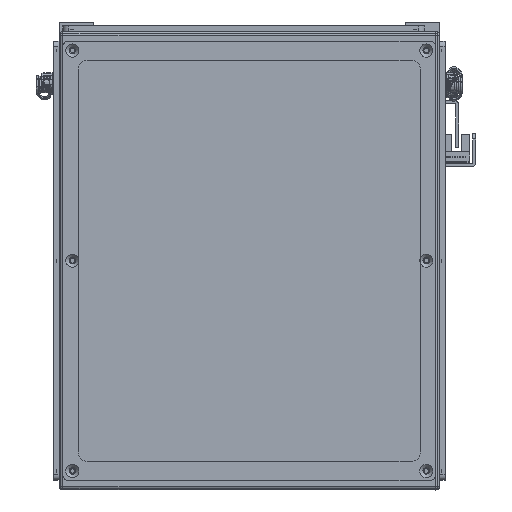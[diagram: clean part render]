
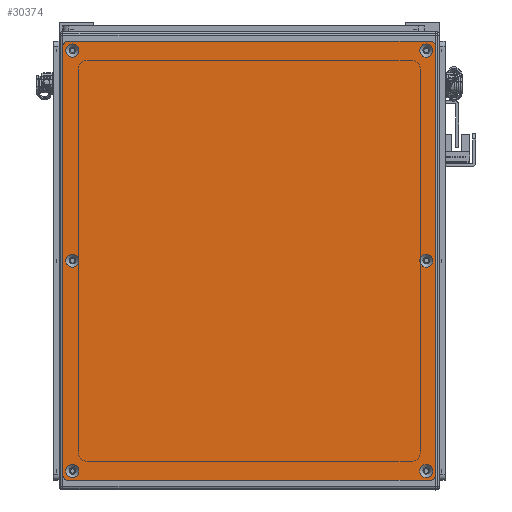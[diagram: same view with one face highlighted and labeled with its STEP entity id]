
A CAD part, front view. The second image highlights one B-rep face of the part: STEP entity #30374.
In plain terms, the highlighted planar face has unit normal (0, -1, 0).
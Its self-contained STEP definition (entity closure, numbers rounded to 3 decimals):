
#987=FACE_BOUND('',#7540,.T.);
#988=FACE_BOUND('',#7541,.T.);
#989=FACE_BOUND('',#7542,.T.);
#990=FACE_BOUND('',#7543,.T.);
#991=FACE_BOUND('',#7544,.T.);
#992=FACE_BOUND('',#7545,.T.);
#3205=CIRCLE('',#33742,3.45);
#3208=CIRCLE('',#33747,3.45);
#3211=CIRCLE('',#33752,3.45);
#3214=CIRCLE('',#33757,3.45);
#3217=CIRCLE('',#33762,3.45);
#3220=CIRCLE('',#33767,3.45);
#3223=CIRCLE('',#33772,3.);
#3225=CIRCLE('',#33775,3.);
#3226=CIRCLE('',#33776,3.);
#3227=CIRCLE('',#33777,3.);
#5573=FACE_OUTER_BOUND('',#7539,.T.);
#7539=EDGE_LOOP('',(#27936,#27937,#27938,#27939,#27940,#27941,#27942,#27943));
#7540=EDGE_LOOP('',(#27944));
#7541=EDGE_LOOP('',(#27945));
#7542=EDGE_LOOP('',(#27946));
#7543=EDGE_LOOP('',(#27947));
#7544=EDGE_LOOP('',(#27948));
#7545=EDGE_LOOP('',(#27949));
#10044=LINE('',#53606,#12534);
#10045=LINE('',#53610,#12535);
#10046=LINE('',#53614,#12536);
#10047=LINE('',#53617,#12537);
#12534=VECTOR('',#42300,10.);
#12535=VECTOR('',#42303,10.);
#12536=VECTOR('',#42306,10.);
#12537=VECTOR('',#42309,10.);
#15342=VERTEX_POINT('',#53536);
#15345=VERTEX_POINT('',#53546);
#15348=VERTEX_POINT('',#53556);
#15351=VERTEX_POINT('',#53566);
#15354=VERTEX_POINT('',#53576);
#15357=VERTEX_POINT('',#53586);
#15360=VERTEX_POINT('',#53596);
#15361=VERTEX_POINT('',#53597);
#15364=VERTEX_POINT('',#53605);
#15365=VERTEX_POINT('',#53607);
#15366=VERTEX_POINT('',#53609);
#15367=VERTEX_POINT('',#53611);
#15368=VERTEX_POINT('',#53613);
#15369=VERTEX_POINT('',#53615);
#19536=EDGE_CURVE('',#15342,#15342,#3205,.T.);
#19541=EDGE_CURVE('',#15345,#15345,#3208,.T.);
#19546=EDGE_CURVE('',#15348,#15348,#3211,.T.);
#19551=EDGE_CURVE('',#15351,#15351,#3214,.T.);
#19556=EDGE_CURVE('',#15354,#15354,#3217,.T.);
#19561=EDGE_CURVE('',#15357,#15357,#3220,.T.);
#19566=EDGE_CURVE('',#15360,#15361,#3223,.T.);
#19570=EDGE_CURVE('',#15360,#15364,#10044,.T.);
#19571=EDGE_CURVE('',#15365,#15364,#3225,.T.);
#19572=EDGE_CURVE('',#15365,#15366,#10045,.T.);
#19573=EDGE_CURVE('',#15367,#15366,#3226,.T.);
#19574=EDGE_CURVE('',#15367,#15368,#10046,.T.);
#19575=EDGE_CURVE('',#15369,#15368,#3227,.T.);
#19576=EDGE_CURVE('',#15369,#15361,#10047,.T.);
#27936=ORIENTED_EDGE('',*,*,#19566,.F.);
#27937=ORIENTED_EDGE('',*,*,#19570,.T.);
#27938=ORIENTED_EDGE('',*,*,#19571,.F.);
#27939=ORIENTED_EDGE('',*,*,#19572,.T.);
#27940=ORIENTED_EDGE('',*,*,#19573,.F.);
#27941=ORIENTED_EDGE('',*,*,#19574,.T.);
#27942=ORIENTED_EDGE('',*,*,#19575,.F.);
#27943=ORIENTED_EDGE('',*,*,#19576,.T.);
#27944=ORIENTED_EDGE('',*,*,#19536,.T.);
#27945=ORIENTED_EDGE('',*,*,#19541,.T.);
#27946=ORIENTED_EDGE('',*,*,#19546,.T.);
#27947=ORIENTED_EDGE('',*,*,#19551,.T.);
#27948=ORIENTED_EDGE('',*,*,#19556,.T.);
#27949=ORIENTED_EDGE('',*,*,#19561,.T.);
#28862=PLANE('',#33774);
#30374=ADVANCED_FACE('',(#5573,#987,#988,#989,#990,#991,#992),#28862,.T.);
#33742=AXIS2_PLACEMENT_3D('',#53537,#42220,#42221);
#33747=AXIS2_PLACEMENT_3D('',#53547,#42232,#42233);
#33752=AXIS2_PLACEMENT_3D('',#53557,#42244,#42245);
#33757=AXIS2_PLACEMENT_3D('',#53567,#42256,#42257);
#33762=AXIS2_PLACEMENT_3D('',#53577,#42268,#42269);
#33767=AXIS2_PLACEMENT_3D('',#53587,#42280,#42281);
#33772=AXIS2_PLACEMENT_3D('',#53598,#42292,#42293);
#33774=AXIS2_PLACEMENT_3D('',#53604,#42298,#42299);
#33775=AXIS2_PLACEMENT_3D('',#53608,#42301,#42302);
#33776=AXIS2_PLACEMENT_3D('',#53612,#42304,#42305);
#33777=AXIS2_PLACEMENT_3D('',#53616,#42307,#42308);
#42220=DIRECTION('center_axis',(0.,1.,0.));
#42221=DIRECTION('ref_axis',(1.,0.,0.));
#42232=DIRECTION('center_axis',(0.,1.,0.));
#42233=DIRECTION('ref_axis',(1.,0.,0.));
#42244=DIRECTION('center_axis',(0.,1.,0.));
#42245=DIRECTION('ref_axis',(1.,0.,0.));
#42256=DIRECTION('center_axis',(0.,1.,0.));
#42257=DIRECTION('ref_axis',(1.,0.,0.));
#42268=DIRECTION('center_axis',(0.,1.,0.));
#42269=DIRECTION('ref_axis',(1.,0.,0.));
#42280=DIRECTION('center_axis',(0.,1.,0.));
#42281=DIRECTION('ref_axis',(1.,0.,0.));
#42292=DIRECTION('center_axis',(0.,1.,0.));
#42293=DIRECTION('ref_axis',(-0.707,0.,0.707));
#42298=DIRECTION('center_axis',(0.,-1.,0.));
#42299=DIRECTION('ref_axis',(0.,0.,-1.));
#42300=DIRECTION('',(0.,0.,-1.));
#42301=DIRECTION('center_axis',(0.,1.,0.));
#42302=DIRECTION('ref_axis',(-0.707,0.,-0.707));
#42303=DIRECTION('',(1.,0.,0.));
#42304=DIRECTION('center_axis',(0.,1.,0.));
#42305=DIRECTION('ref_axis',(0.707,0.,-0.707));
#42306=DIRECTION('',(0.,0.,1.));
#42307=DIRECTION('center_axis',(0.,1.,0.));
#42308=DIRECTION('ref_axis',(0.707,0.,0.707));
#42309=DIRECTION('',(-1.,0.,0.));
#53536=CARTESIAN_POINT('',(107.05,-1.5,93.));
#53537=CARTESIAN_POINT('Origin',(110.5,-1.5,93.));
#53546=CARTESIAN_POINT('',(-3.45,-1.5,93.));
#53547=CARTESIAN_POINT('Origin',(0.,-1.5,93.));
#53556=CARTESIAN_POINT('',(-113.95,-1.5,93.));
#53557=CARTESIAN_POINT('Origin',(-110.5,-1.5,93.));
#53566=CARTESIAN_POINT('',(-113.95,-1.5,-93.));
#53567=CARTESIAN_POINT('Origin',(-110.5,-1.5,-93.));
#53576=CARTESIAN_POINT('',(-3.45,-1.5,-93.));
#53577=CARTESIAN_POINT('Origin',(0.,-1.5,-93.));
#53586=CARTESIAN_POINT('',(107.05,-1.5,-93.));
#53587=CARTESIAN_POINT('Origin',(110.5,-1.5,-93.));
#53596=CARTESIAN_POINT('',(-115.5,-1.5,95.));
#53597=CARTESIAN_POINT('',(-112.5,-1.5,98.));
#53598=CARTESIAN_POINT('Origin',(-112.5,-1.5,95.));
#53604=CARTESIAN_POINT('Origin',(0.,-1.5,0.));
#53605=CARTESIAN_POINT('',(-115.5,-1.5,-95.));
#53606=CARTESIAN_POINT('',(-115.5,-1.5,98.));
#53607=CARTESIAN_POINT('',(-112.5,-1.5,-98.));
#53608=CARTESIAN_POINT('Origin',(-112.5,-1.5,-95.));
#53609=CARTESIAN_POINT('',(112.5,-1.5,-98.));
#53610=CARTESIAN_POINT('',(-115.5,-1.5,-98.));
#53611=CARTESIAN_POINT('',(115.5,-1.5,-95.));
#53612=CARTESIAN_POINT('Origin',(112.5,-1.5,-95.));
#53613=CARTESIAN_POINT('',(115.5,-1.5,95.));
#53614=CARTESIAN_POINT('',(115.5,-1.5,-98.));
#53615=CARTESIAN_POINT('',(112.5,-1.5,98.));
#53616=CARTESIAN_POINT('Origin',(112.5,-1.5,95.));
#53617=CARTESIAN_POINT('',(115.5,-1.5,98.));
